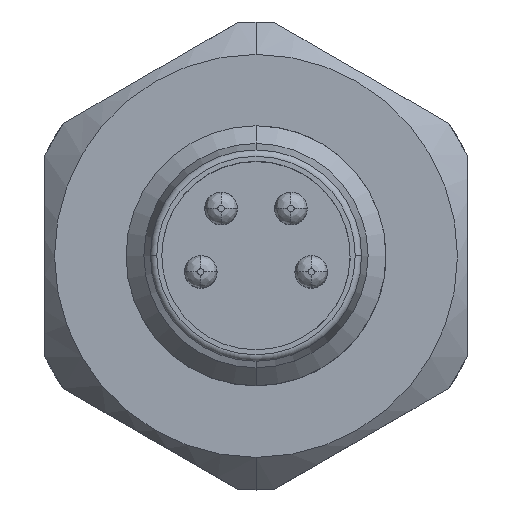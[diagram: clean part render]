
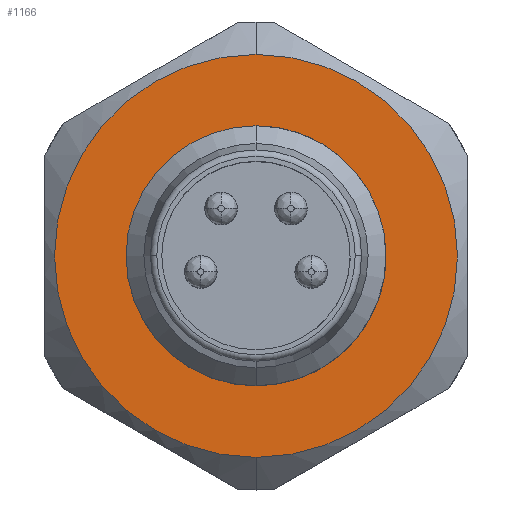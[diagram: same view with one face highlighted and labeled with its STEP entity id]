
A CAD part, top view. The second image highlights one B-rep face of the part: STEP entity #1166.
In plain terms, the highlighted planar face has unit normal (0, 0, 1).
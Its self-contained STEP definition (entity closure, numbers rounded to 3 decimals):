
#1093=AXIS2_PLACEMENT_3D('Circle Axis2P3D',#1091,#1092,$) ;
#1142=AXIS2_PLACEMENT_3D('Plane Axis2P3D',#1139,#1140,#1141) ;
#1146=AXIS2_PLACEMENT_3D('Circle Axis2P3D',#1144,#1145,$) ;
#1155=AXIS2_PLACEMENT_3D('Circle Axis2P3D',#1153,#1154,$) ;
#1088=CARTESIAN_POINT('Vertex',(6.5,11.2,17.85)) ;
#1091=CARTESIAN_POINT('Axis2P3D Location',(6.5,7.2,17.85)) ;
#1095=CARTESIAN_POINT('Vertex',(6.5,3.2,17.85)) ;
#1116=CARTESIAN_POINT('Control Point',(6.5,3.2,17.85)) ;
#1117=CARTESIAN_POINT('Control Point',(7.128,3.2,17.85)) ;
#1118=CARTESIAN_POINT('Control Point',(7.757,3.323,17.85)) ;
#1119=CARTESIAN_POINT('Control Point',(8.353,3.57,17.85)) ;
#1120=CARTESIAN_POINT('Control Point',(9.416,4.284,17.85)) ;
#1121=CARTESIAN_POINT('Control Point',(10.13,5.347,17.85)) ;
#1122=CARTESIAN_POINT('Control Point',(10.377,5.943,17.85)) ;
#1123=CARTESIAN_POINT('Control Point',(10.623,7.2,17.85)) ;
#1124=CARTESIAN_POINT('Control Point',(10.377,8.457,17.85)) ;
#1125=CARTESIAN_POINT('Control Point',(10.13,9.053,17.85)) ;
#1126=CARTESIAN_POINT('Control Point',(9.416,10.116,17.85)) ;
#1127=CARTESIAN_POINT('Control Point',(8.353,10.83,17.85)) ;
#1128=CARTESIAN_POINT('Control Point',(7.757,11.077,17.85)) ;
#1129=CARTESIAN_POINT('Control Point',(7.128,11.2,17.85)) ;
#1130=CARTESIAN_POINT('Control Point',(6.5,11.2,17.85)) ;
#1139=CARTESIAN_POINT('Axis2P3D Location',(6.5,12.3,17.85)) ;
#1144=CARTESIAN_POINT('Axis2P3D Location',(6.5,7.2,17.85)) ;
#1148=CARTESIAN_POINT('Vertex',(6.5,13.4,17.85)) ;
#1150=CARTESIAN_POINT('Vertex',(6.5,1.,17.85)) ;
#1153=CARTESIAN_POINT('Axis2P3D Location',(6.5,7.2,17.85)) ;
#1092=DIRECTION('Axis2P3D Direction',(0.,0.,1.)) ;
#1140=DIRECTION('Axis2P3D Direction',(0.,0.,1.)) ;
#1141=DIRECTION('Axis2P3D XDirection',(-1.,0.,0.)) ;
#1145=DIRECTION('Axis2P3D Direction',(0.,0.,1.)) ;
#1154=DIRECTION('Axis2P3D Direction',(0.,0.,1.)) ;
#1159=ORIENTED_EDGE('',*,*,#1152,.T.) ;
#1160=ORIENTED_EDGE('',*,*,#1157,.T.) ;
#1163=ORIENTED_EDGE('',*,*,#1131,.F.) ;
#1164=ORIENTED_EDGE('',*,*,#1097,.F.) ;
#1165=FACE_BOUND('',#1162,.T.) ;
#1166=ADVANCED_FACE('V1',(#1161,#1165),#1143,.T.) ;
#1115=B_SPLINE_CURVE_WITH_KNOTS('',5,(#1116,#1117,#1118,#1119,#1120,#1121,#1122,#1123,#1124,#1125,#1126,#1127,#1128,#1129,#1130),.UNSPECIFIED.,.F.,.U.,(6,3,3,3,6),(-6.283,-3.142,0.,3.142,6.283),.UNSPECIFIED.) ;
#1094=CIRCLE('generated circle',#1093,4.) ;
#1147=CIRCLE('generated circle',#1146,6.2) ;
#1156=CIRCLE('generated circle',#1155,6.2) ;
#1097=EDGE_CURVE('',#1089,#1096,#1094,.T.) ;
#1131=EDGE_CURVE('',#1096,#1089,#1115,.T.) ;
#1152=EDGE_CURVE('',#1149,#1151,#1147,.T.) ;
#1157=EDGE_CURVE('',#1151,#1149,#1156,.T.) ;
#1158=EDGE_LOOP('',(#1159,#1160)) ;
#1162=EDGE_LOOP('',(#1163,#1164)) ;
#1161=FACE_OUTER_BOUND('',#1158,.T.) ;
#1143=PLANE('',#1142) ;
#1089=VERTEX_POINT('',#1088) ;
#1096=VERTEX_POINT('',#1095) ;
#1149=VERTEX_POINT('',#1148) ;
#1151=VERTEX_POINT('',#1150) ;
